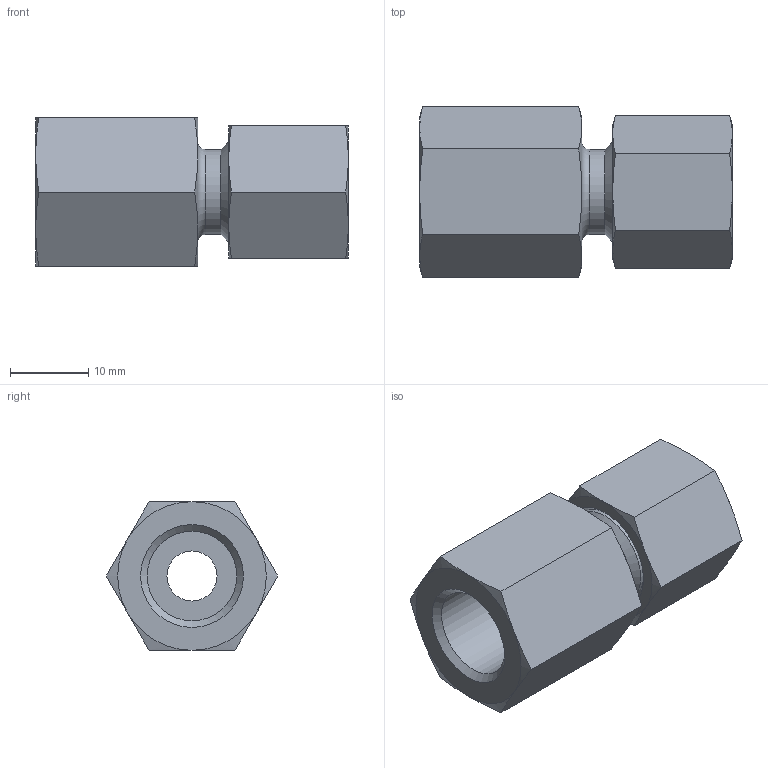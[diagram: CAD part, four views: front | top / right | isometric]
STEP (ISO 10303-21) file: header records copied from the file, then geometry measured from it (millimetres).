
FILE_DESCRIPTION(( 'OX.13.08.14.stp' ), '1');
FILE_NAME( 'OX.13.08.14.stp', '2021-02-25T09:13:39',( 'Sopra'),('sopra-pneumatic.com'), 'SwSTEP 2.0','SolidWorks 2009','' );
FILE_SCHEMA( ( 'CONFIG_CONTROL_DESIGN' ) );
Length unit declared in the file: millimetre
Products named in the file (1): _NC-GAV-08LR 1.4 718.1201.170.20
Bounding box: 40 x 21.94 x 19 mm (x, y, z)
Volume: 7842.3 mm3; surface area: 4392.4 mm2
Topology: 1 solids, 1 shells, 52 faces, 108 edges, 62 vertices
Faces by surface type: cone 28, plane 18, cylinder 5, torus 1
Full cylindrical faces by diameter (mm): 6.4 x1, 8 x1, 10.88 x1, 11.445 x1, 12.848 x1
Entity records: 1452 total; most frequent: CARTESIAN_POINT 413, ORIENTED_EDGE 196, DIRECTION 194, EDGE_CURVE 98, AXIS2_PLACEMENT_3D 91, EDGE_LOOP 68, VERTEX_POINT 62, FACE_OUTER_BOUND 58
